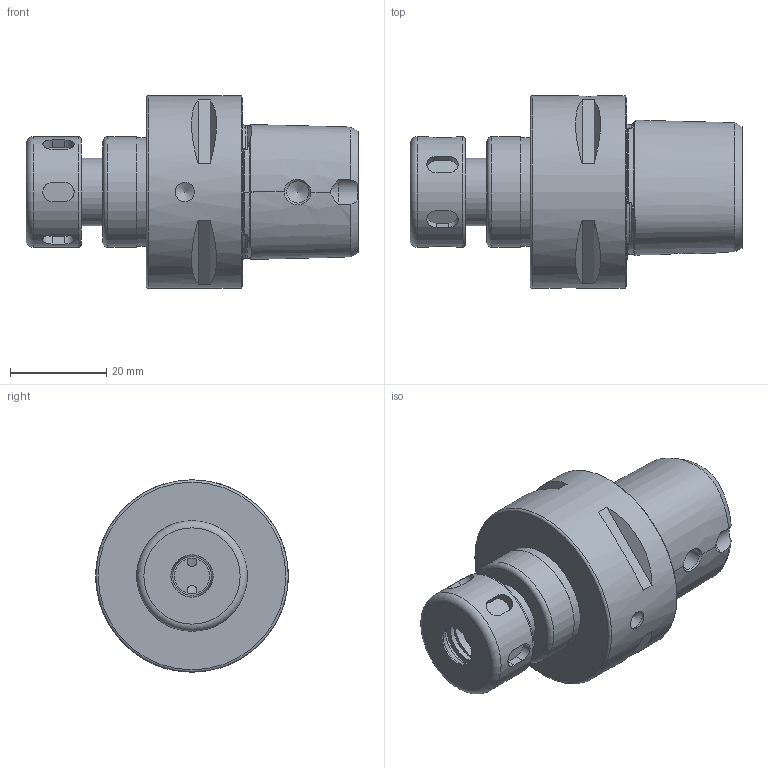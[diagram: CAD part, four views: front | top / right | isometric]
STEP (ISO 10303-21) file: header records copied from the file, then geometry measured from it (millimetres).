
FILE_DESCRIPTION((''),'2;1');
FILE_NAME('670000407045-3D.stp','2021-01-28T11:09:47',('nttooll'),(''),'Autodesk Inventor 2012','Autodesk Inventor 2012','');
FILE_SCHEMA(('AUTOMOTIVE_DESIGN { 1 0 10303 214 1 1 1 1 }'));
Length unit declared in the file: millimetre
Products named in the file (1): 670000407045-3D
Bounding box: 69 x 40 x 40 mm (x, y, z)
Volume: 38414.5 mm3; surface area: 12918.9 mm2
Topology: 1 solids, 2 shells, 149 faces, 327 edges, 208 vertices
Faces by surface type: plane 56, cylinder 45, cone 24, bspline 16, torus 8
Full cylindrical faces by diameter (mm): 2 x2, 4 x1, 4.599 x2, 4.6 x1, 7.3 x1, 8.5 x1, 8.79 x1, 9.7 x1, 11 x1, 12.1 x1, 14 x4, 14.5 x1, 17 x1, 18 x2, 20 x1, 22.6 x1, 23 x2, 40 x1
Entity records: 7453 total; most frequent: CARTESIAN_POINT 4460, DIRECTION 558, ORIENTED_EDGE 528, EDGE_CURVE 264, AXIS2_PLACEMENT_3D 238, EDGE_LOOP 230, VERTEX_POINT 196, FACE_OUTER_BOUND 147
